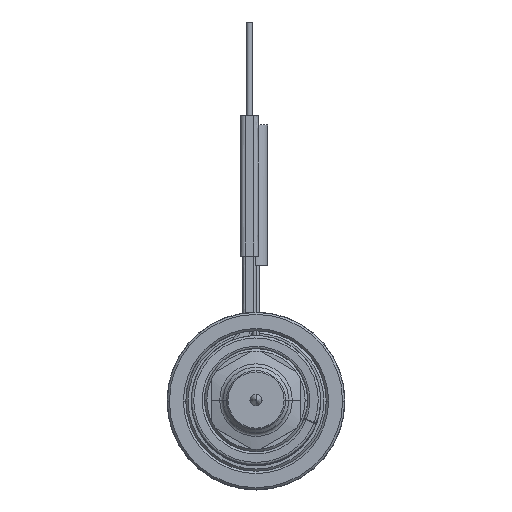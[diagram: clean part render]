
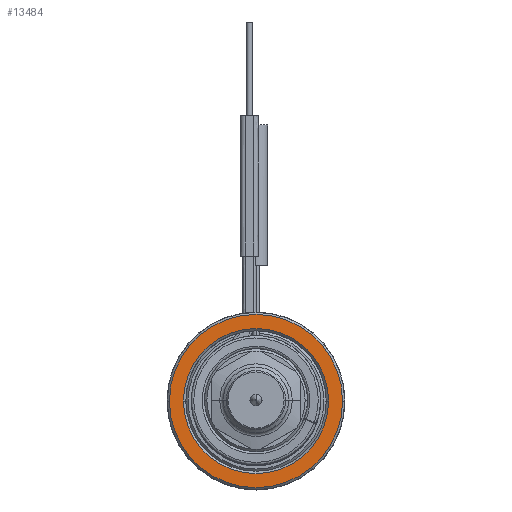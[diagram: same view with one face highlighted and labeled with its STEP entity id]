
A CAD part, top view. The second image highlights one B-rep face of the part: STEP entity #13484.
In plain terms, the highlighted planar face has unit normal (0, 0, 1).
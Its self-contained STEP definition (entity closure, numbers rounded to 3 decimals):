
#4432=CARTESIAN_POINT('',(0.,0.,
35.));
#4433=DIRECTION('',(0.,0.,-1.));
#4434=DIRECTION('',(-1.,0.,0.));
#4435=AXIS2_PLACEMENT_3D('',#4432,#4433,#4434);
#4446=CARTESIAN_POINT('',(0.,0.,
35.));
#4447=DIRECTION('',(0.,0.,-1.));
#4448=DIRECTION('',(1.,0.,0.));
#4449=AXIS2_PLACEMENT_3D('',#4446,#4447,#4448);
#4460=CARTESIAN_POINT('',(0.,0.,35.));
#4461=DIRECTION('',(0.,0.,-1.));
#4462=DIRECTION('',(1.,0.,0.));
#4463=AXIS2_PLACEMENT_3D('',#4460,#4461,#4462);
#4474=CARTESIAN_POINT('',(0.,0.,
35.));
#4475=DIRECTION('',(0.,0.,-1.));
#4476=DIRECTION('',(-1.,0.,0.));
#4477=AXIS2_PLACEMENT_3D('',#4474,#4475,#4476);
#7344=CARTESIAN_POINT('',(18.5,0.,35.));
#7345=CARTESIAN_POINT('',(-18.5,0.,
35.));
#7346=VERTEX_POINT('',#7344);
#7347=VERTEX_POINT('',#7345);
#7348=CARTESIAN_POINT('',(15.5,0.,35.));
#7349=CARTESIAN_POINT('',(-15.5,0.,35.));
#7350=VERTEX_POINT('',#7348);
#7351=VERTEX_POINT('',#7349);
#13469=CARTESIAN_POINT('',(0.,0.,35.));
#13470=DIRECTION('',(0.,0.,1.));
#13471=DIRECTION('',(-1.,0.,0.));
#13472=AXIS2_PLACEMENT_3D('',#13469,#13470,#13471);
#13473=PLANE('',#13472);
#13474=ORIENTED_EDGE('',*,*,#13451,.T.);
#13475=ORIENTED_EDGE('',*,*,#13436,.T.);
#13476=EDGE_LOOP('',(#13474,#13475));
#13477=FACE_OUTER_BOUND('',#13476,.F.);
#13479=ORIENTED_EDGE('',*,*,#13478,.F.);
#13481=ORIENTED_EDGE('',*,*,#13480,.F.);
#13482=EDGE_LOOP('',(#13479,#13481));
#13483=FACE_BOUND('',#13482,.F.);
#4436=CIRCLE('',#4435,18.5);
#4450=CIRCLE('',#4449,18.5);
#4464=CIRCLE('',#4463,15.5);
#4478=CIRCLE('',#4477,15.5);
#13436=EDGE_CURVE('',#7347,#7346,#4436,.T.);
#13451=EDGE_CURVE('',#7346,#7347,#4450,.T.);
#13478=EDGE_CURVE('',#7350,#7351,#4464,.T.);
#13480=EDGE_CURVE('',#7351,#7350,#4478,.T.);
#13484=ADVANCED_FACE('',(#13477,#13483),#13473,.T.);
